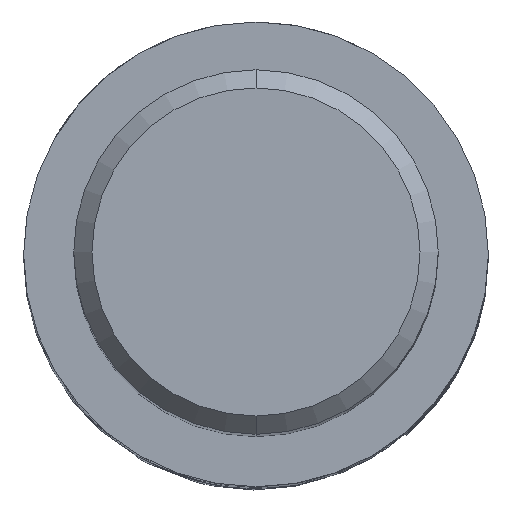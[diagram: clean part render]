
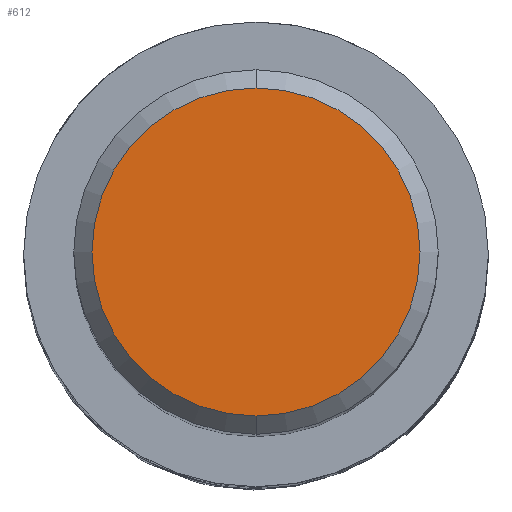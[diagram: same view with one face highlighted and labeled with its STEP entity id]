
A CAD part, top view. The second image highlights one B-rep face of the part: STEP entity #612.
In plain terms, the highlighted planar face has unit normal (0, 0, 1).
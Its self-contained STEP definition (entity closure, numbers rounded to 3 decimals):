
#332=VERTEX_POINT('',#871);
#612=ADVANCED_FACE('',(#1174),#1175,.T.);
#680=VERTEX_POINT('',#1249);
#692=EDGE_CURVE('',#680,#332,#1261,.T.);
#694=EDGE_CURVE('',#332,#680,#1263,.T.);
#871=CARTESIAN_POINT('',(0.0,5.4,0.0));
#1174=FACE_OUTER_BOUND('',#4435,.T.);
#1175=PLANE('',#4436);
#1249=CARTESIAN_POINT('',(0.,-5.4,0.0));
#1261=CIRCLE('',#4713,5.4);
#1263=CIRCLE('',#4716,5.4);
#4435=EDGE_LOOP('',(#6072,#6073));
#4436=AXIS2_PLACEMENT_3D('',#6074,#6075,#6076);
#4713=AXIS2_PLACEMENT_3D('',#6163,#6164,#6165);
#4716=AXIS2_PLACEMENT_3D('',#6166,#6167,#6168);
#6072=ORIENTED_EDGE('',*,*,#694,.F.);
#6073=ORIENTED_EDGE('',*,*,#692,.F.);
#6074=CARTESIAN_POINT('',(0.0,2.7,0.0));
#6075=DIRECTION('',(-0.0,0.0,1.0));
#6076=DIRECTION('',(0.0,-1.0,0.0));
#6163=CARTESIAN_POINT('',(0.0,0.0,0.0));
#6164=DIRECTION('',(0.0,0.0,-1.0));
#6165=DIRECTION('',(0.0,1.0,0.0));
#6166=CARTESIAN_POINT('',(0.0,0.0,0.0));
#6167=DIRECTION('',(0.0,0.0,-1.0));
#6168=DIRECTION('',(0.0,1.0,0.0));
